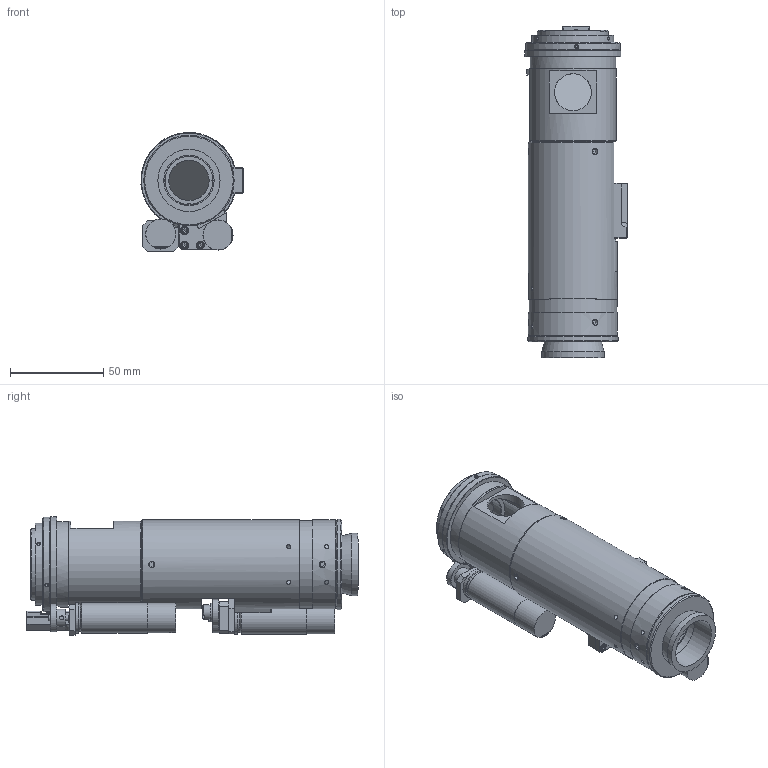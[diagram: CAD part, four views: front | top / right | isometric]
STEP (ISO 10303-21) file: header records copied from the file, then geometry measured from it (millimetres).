
FILE_DESCRIPTION((''),'2;1');
FILE_NAME('51198_0.stp','2009-01-09T14:47:00',('EVANS'),(''),'Autodesk Inventor 2009','Autodesk Inventor 2009','');
FILE_SCHEMA(('AUTOMOTIVE_DESIGN { 1 0 10303 214 1 1 1 1 }'));
Length unit declared in the file: inch
Products named in the file (54): Assembly10 (LevelofDetail1); 51198 (~1); 7015; 62327; 7449; 7036; 51276(coax) (~1); 51186; 50347(COAX) (~1); 50352; 7004; 60398; 60400; 60399-R; 7183; 7040; 51275; 50211; 50215-R; 62325; 51187; 7007; 62569_12X; 60369; 62326; 62326-1; DN6848S; ECS-T1CY105R; ECJ-2VF1H104Z; 51280; 51279; 51278; 50109; 7470; 51216; 50216; 50219; 50162; 5402; 7008 ...
Assembly tree (89 placements, depth 5):
  Assembly10 (LevelofDetail1)
    51198 (~1)
      7015  x2
      62327  x2
      7449  x4
      7036  x4
      51276(coax) (~1)
        51186
        50347(COAX) (~1)
          50352
        7004  x6
        60398
        60400
        60399-R
        7183
        7040  x4
        7036  x3
        51275
          50211
          50215-R
          62325  x2
          51187
          7007  x3
      62569_12X
        60369
        62326
          62326-1
          DN6848S  x2
          ECS-T1CY105R
          ECJ-2VF1H104Z
      51280
        51279
        51278
        50109
        7470  x3
      51216
        50216
        50219
        50162
        5402
        7008
        50161
        7006  x3
        51486
        51277
          51214
          62325  x2
          7389  x3
        50218-R
        7474  x2
      62568
        60369
        62326
          62326-1
          DN6848S  x2
          ECS-T1CY105R
          ECJ-2VF1H104Z
      62328
      7448  x2
      61337-R  x2
Bounding box: 54.63 x 177.77 x 63.72 mm (x, y, z)
Volume: 164123.9 mm3; surface area: 114296.8 mm2
Topology: 83 solids, 88 shells, 2469 faces, 6188 edges, 4052 vertices
Faces by surface type: plane 1569, bspline 452, cylinder 293, cone 131, sphere 22, torus 2
Full cylindrical faces by diameter (mm): 1.473 x4, 1.702 x9, 1.854 x3, 2.159 x8, 2.184 x36, 2.54 x1, 2.845 x14, 2.997 x4, 3.556 x8, 3.785 x1, 4.166 x7, 4.267 x6, 4.75 x2, 4.757 x3, 4.78 x2, 6.985 x2, 7.01 x1, 7.938 x1, 9.525 x3, 10.109 x2, 10.16 x3, 14.11 x1, 14.122 x2, 14.478 x2, 14.808 x3, 16.002 x2, 16.129 x4, 21.59 x1, 25.756 x1, 25.781 x1
Entity records: 44242 total; most frequent: CARTESIAN_POINT 14313, ORIENTED_EDGE 5688, DIRECTION 5184, EDGE_CURVE 2848, VERTEX_POINT 2021, EDGE_LOOP 1807, VECTOR 1794, LINE 1794
